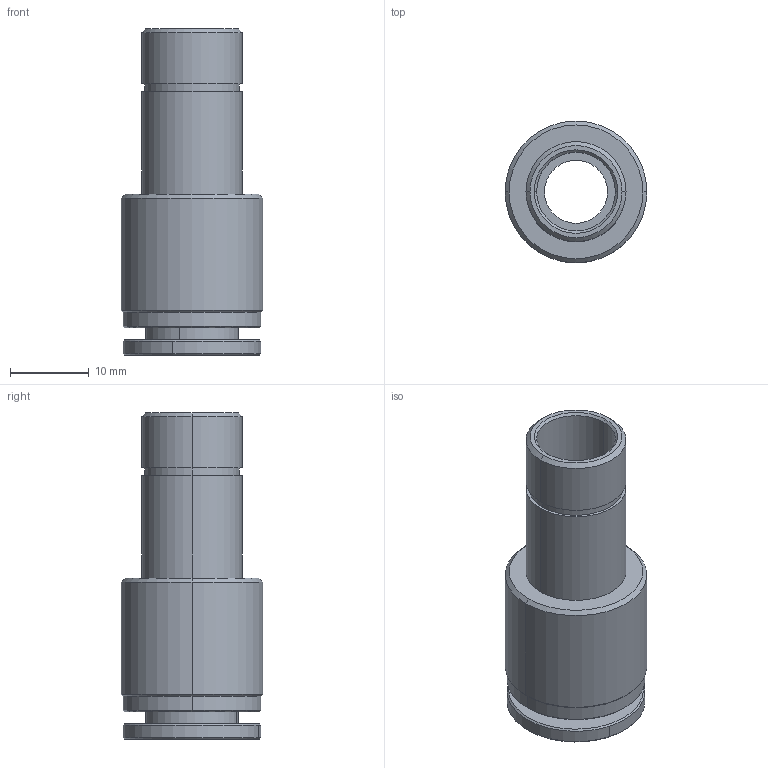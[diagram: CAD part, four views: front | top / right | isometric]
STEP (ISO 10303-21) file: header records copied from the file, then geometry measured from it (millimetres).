
FILE_DESCRIPTION (( 'STEP AP214' ), '1' );
FILE_NAME ('TRS3-8-1-2W.STEP', '2018-07-31T15:47:02', ( '' ), ( '' ), 'SwSTEP 2.0', 'SolidWorks 2016', '' );
FILE_SCHEMA (( 'AUTOMOTIVE_DESIGN' ));
Length unit declared in the file: millimetre
Products named in the file (1): TRS3-8-1-2W
Bounding box: 18 x 18 x 41.47 mm (x, y, z)
Volume: 4130.1 mm3; surface area: 6890.4 mm2
Topology: 6 solids, 6 shells, 384 faces, 1050 edges, 686 vertices
Faces by surface type: plane 138, cone 125, cylinder 72, bspline 47, torus 2
Entity records: 17667 total; most frequent: CARTESIAN_POINT 4289, ORIENTED_EDGE 2100, DIRECTION 1661, EDGE_CURVE 1050, AXIS2_PLACEMENT_3D 686, VERTEX_POINT 686, B_SPLINE_CURVE_WITH_KNOTS 413, EDGE_LOOP 404
